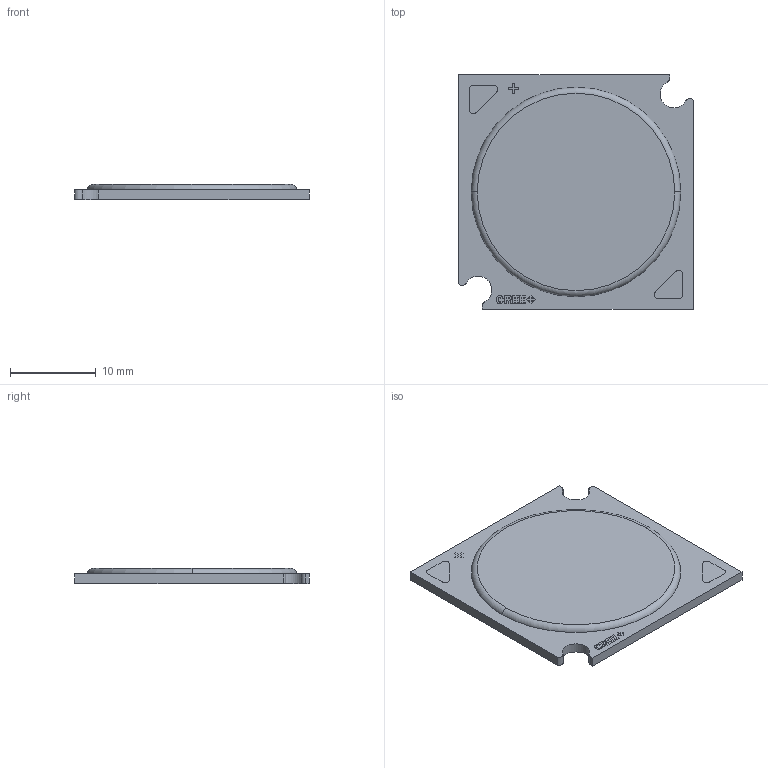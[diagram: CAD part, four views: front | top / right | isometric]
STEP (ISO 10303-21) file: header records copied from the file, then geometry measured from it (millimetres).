
FILE_DESCRIPTION (( 'STEP AP203' ), '1' );
FILE_NAME ('CMB 3090 datasheet images.STEP', '2022-09-22T15:18:51', ( '' ), ( '' ), 'SwSTEP 2.0', 'SolidWorks 2021', '' );
FILE_SCHEMA (( 'CONFIG_CONTROL_DESIGN' ));
Length unit declared in the file: millimetre
Products named in the file (1): CMB 3090 datasheet images
Bounding box: 27.35 x 27.35 x 1.75 mm (x, y, z)
Volume: 1105.5 mm3; surface area: 1602.1 mm2
Topology: 1 solids, 1 shells, 29 faces, 134 edges, 119 vertices
Faces by surface type: plane 20, cylinder 7, torus 2
Entity records: 1554 total; most frequent: CARTESIAN_POINT 283, ORIENTED_EDGE 268, DIRECTION 231, EDGE_CURVE 134, VERTEX_POINT 119, VECTOR 97, LINE 97, AXIS2_PLACEMENT_3D 67
